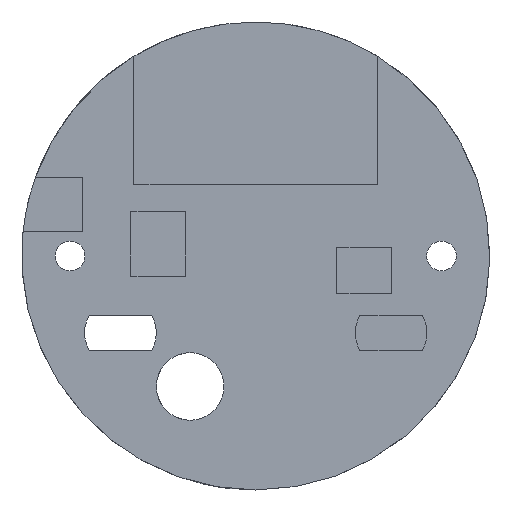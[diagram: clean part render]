
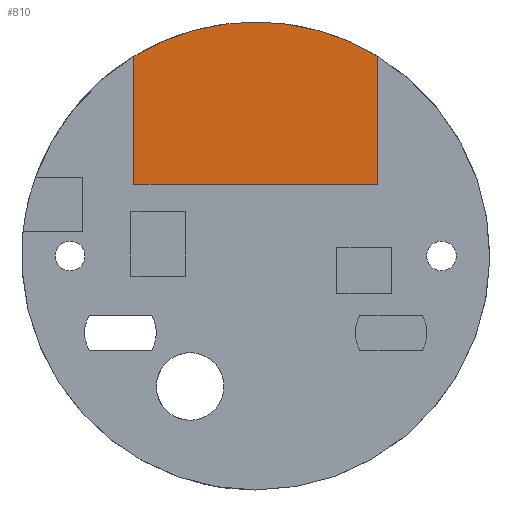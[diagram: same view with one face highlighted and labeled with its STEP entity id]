
A CAD part, front view. The second image highlights one B-rep face of the part: STEP entity #810.
In plain terms, the highlighted planar face has unit normal (0, -1, 0).
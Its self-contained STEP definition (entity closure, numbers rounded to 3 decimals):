
#12 = PLANE ( 'NONE',  #42 ) ;
#42 = AXIS2_PLACEMENT_3D ( 'NONE', #326, #217, #118 ) ;
#47 = VERTEX_POINT ( 'NONE', #385 ) ;
#63 = VECTOR ( 'NONE', #1117, 1000. ) ;
#77 = EDGE_CURVE ( 'NONE', #622, #47, #803, .T. ) ;
#105 = ORIENTED_EDGE ( 'NONE', *, *, #77, .F. ) ;
#118 = DIRECTION ( 'NONE',  ( 0., 0., 1. ) ) ;
#137 = CARTESIAN_POINT ( 'NONE',  ( -9., 1.6, 5.29 ) ) ;
#144 = CARTESIAN_POINT ( 'NONE',  ( -9., 1.6, 14.763 ) ) ;
#217 = DIRECTION ( 'NONE',  ( 0., 1., 0. ) ) ;
#223 = ORIENTED_EDGE ( 'NONE', *, *, #1179, .F. ) ;
#297 = EDGE_LOOP ( 'NONE', ( #105, #653, #473, #1198, #223 ) ) ;
#311 = DIRECTION ( 'NONE',  ( 0., 0., 1. ) ) ;
#322 = VERTEX_POINT ( 'NONE', #375 ) ;
#326 = CARTESIAN_POINT ( 'NONE',  ( 0., 1.6, 0. ) ) ;
#336 = EDGE_CURVE ( 'NONE', #439, #570, #401, .T. ) ;
#375 = CARTESIAN_POINT ( 'NONE',  ( -9., 1.6, 5.29 ) ) ;
#385 = CARTESIAN_POINT ( 'NONE',  ( 0., 1.6, 17.29 ) ) ;
#401 = LINE ( 'NONE', #862, #1031 ) ;
#408 = EDGE_CURVE ( 'NONE', #622, #322, #682, .T. ) ;
#439 = VERTEX_POINT ( 'NONE', #1378 ) ;
#446 = FACE_OUTER_BOUND ( 'NONE', #297, .T. ) ;
#473 = ORIENTED_EDGE ( 'NONE', *, *, #616, .T. ) ;
#480 = CARTESIAN_POINT ( 'NONE',  ( -9., 1.6, 5.29 ) ) ;
#570 = VERTEX_POINT ( 'NONE', #1336 ) ;
#616 = EDGE_CURVE ( 'NONE', #322, #439, #1129, .T. ) ;
#622 = VERTEX_POINT ( 'NONE', #144 ) ;
#653 = ORIENTED_EDGE ( 'NONE', *, *, #408, .T. ) ;
#682 = LINE ( 'NONE', #137, #1118 ) ;
#724 = AXIS2_PLACEMENT_3D ( 'NONE', #1285, #1157, #311 ) ;
#803 = CIRCLE ( 'NONE', #986, 17.29 ) ;
#810 = ADVANCED_FACE ( 'NONE', ( #446 ), #12, .F. ) ;
#834 = CARTESIAN_POINT ( 'NONE',  ( 0., 1.6, 0. ) ) ;
#862 = CARTESIAN_POINT ( 'NONE',  ( 9., 1.6, 5.29 ) ) ;
#893 = DIRECTION ( 'NONE',  ( 0., 0., -1. ) ) ;
#986 = AXIS2_PLACEMENT_3D ( 'NONE', #834, #1149, #1353 ) ;
#1015 = CIRCLE ( 'NONE', #724, 17.29 ) ;
#1031 = VECTOR ( 'NONE', #1249, 1000. ) ;
#1117 = DIRECTION ( 'NONE',  ( 1., 0., 0. ) ) ;
#1118 = VECTOR ( 'NONE', #893, 1000. ) ;
#1129 = LINE ( 'NONE', #480, #63 ) ;
#1149 = DIRECTION ( 'NONE',  ( 0., 1., 0. ) ) ;
#1157 = DIRECTION ( 'NONE',  ( 0., 1., 0. ) ) ;
#1179 = EDGE_CURVE ( 'NONE', #47, #570, #1015, .T. ) ;
#1198 = ORIENTED_EDGE ( 'NONE', *, *, #336, .T. ) ;
#1249 = DIRECTION ( 'NONE',  ( 0., 0., 1. ) ) ;
#1285 = CARTESIAN_POINT ( 'NONE',  ( 0., 1.6, 0. ) ) ;
#1336 = CARTESIAN_POINT ( 'NONE',  ( 9., 1.6, 14.763 ) ) ;
#1353 = DIRECTION ( 'NONE',  ( 0., 0., 1. ) ) ;
#1378 = CARTESIAN_POINT ( 'NONE',  ( 9., 1.6, 5.29 ) ) ;
